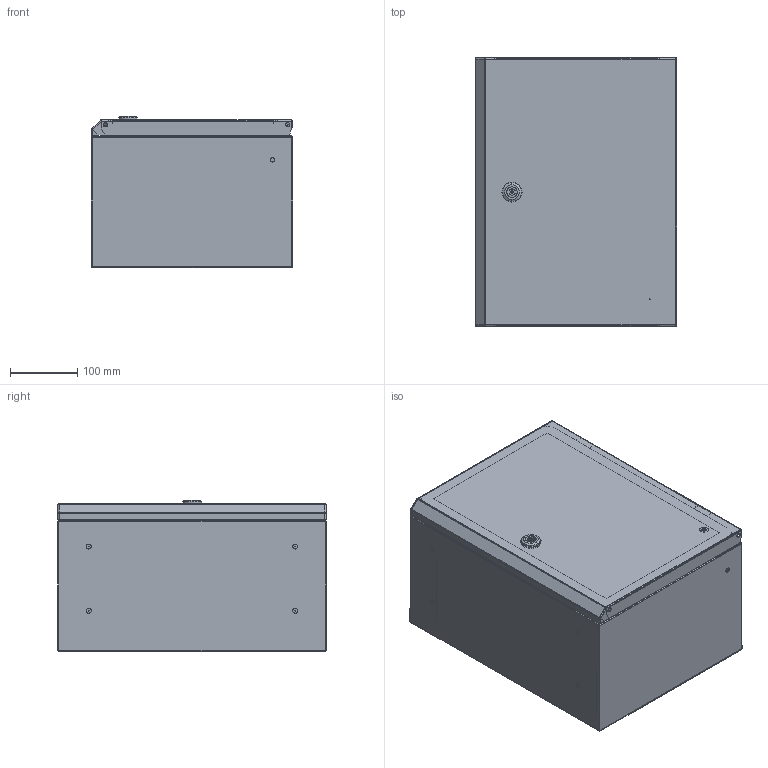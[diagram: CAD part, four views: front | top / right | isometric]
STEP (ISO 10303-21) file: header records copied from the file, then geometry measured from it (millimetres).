
FILE_DESCRIPTION (( 'STEP AP214' ), '1' );
FILE_NAME ('ﾌﾈ-2997 ﾙﾐﾍ KRATOS 40.30.22 IP66 PROXIMA EKF.STEP', '2024-08-09T11:49:12', ( '' ), ( '' ), 'SwSTEP 2.0', 'SolidWorks 2021', '' );
FILE_SCHEMA (( 'AUTOMOTIVE_DESIGN' ));
Length unit declared in the file: millimetre
Products named in the file (25): DIN-ðåéêà ïåðô. 1ìì L=248ìì_L=260; ﾄ粢 ﾌﾈ-454.02.00.001; ÌÈ-2018.01.00.001 Ñòåíêà âåðõíÿÿ; ÌÈ-2997.03.00.000 Êðîíøòåéí â ñáîðå; pan head cross recess screw_din_DIN EN ISO 7045 - M6 x 16 - Z - 16N; hex flange nut_din_Hexagon Flange Nut DIN 6923 - M6 - N; Çàìîê áîëüøîé; Ïåòëÿ íà äâåðü ï-îáðàçíàÿ; ﾌﾈ-2997 ﾙﾐﾍ KRATOS 40.30.22 IP66 PROXIMA EKF; Íàâåñêà íà êîðïóñ ïîä êëåïêó; ÓÊ íà äâåðü ÌÈ-454; ÌÈ-2997.02.00.001 Íàïðàâëÿþùàÿ âåðòèêàëüíàÿ; ÌÈ-2997.01.00.001 Ñòåíêà çàäíÿÿ; rivet 02_din_DIN 660-5x8-St-A-2; Îñü ïåòëè 4õ52_‚¨­â A.M4x0,5x40 ƒŽ‘’ 11644-75; Øïèëüêà Ì6õ12; Äâåðü â ñáîðå ÌÈ-454.02.00.000 ÑÁ; ÌÈ-2997.03.00.000 Êðîíøòåéí â ñáîðå_Œˆ-2997.03.002.000-01; Çàêëåïêà ãàå÷íàÿ Ì6; ÌÈ-2018.01.00.001 Ñòåíêà âåðõíÿÿ_¡¥§ ä« ­æ ; ÌÈ-2997.01.00.000 Êîðïóñ â ñáîðå; ÌÈ-2997.02.00.000 Íàïðàâëÿþùàÿ â ñáîðå; Ãàéêà êóçîâíàÿ Ì6; ﾌﾈ-2997.03.00.001 ﾊ煇鳫; ÌÈ-2997.00.00.001 Ôàëüøïàíåëü
Assembly tree (66 placements, depth 3):
  ﾌﾈ-2997 ﾙﾐﾍ KRATOS 40.30.22 IP66 PROXIMA EKF
    ÌÈ-2997.01.00.000 Êîðïóñ â ñáîðå
      ÌÈ-2997.01.00.001 Ñòåíêà çàäíÿÿ
      ÌÈ-2018.01.00.001 Ñòåíêà âåðõíÿÿ
      Øïèëüêà Ì6õ12  x8
      ÌÈ-2018.01.00.001 Ñòåíêà âåðõíÿÿ_¡¥§ ä« ­æ 
    Äâåðü â ñáîðå ÌÈ-454.02.00.000 ÑÁ
      ﾄ粢 ﾌﾈ-454.02.00.001
      Çàìîê áîëüøîé
      ÓÊ íà äâåðü ÌÈ-454
      Ïåòëÿ íà äâåðü ï-îáðàçíàÿ  x2
      Øïèëüêà Ì6õ12
    hex flange nut_din_Hexagon Flange Nut DIN 6923 - M6 - N  x9
    Íàâåñêà íà êîðïóñ ïîä êëåïêó  x2
    rivet 02_din_DIN 660-5x8-St-A-2  x4
    Îñü ïåòëè 4õ52_‚¨­â A.M4x0,5x40 ƒŽ‘’ 11644-75  x2
    ÌÈ-2997.03.00.000 Êðîíøòåéí â ñáîðå_Œˆ-2997.03.002.000-01  x2
      ﾌﾈ-2997.03.00.001 ﾊ煇鳫
      Ãàéêà êóçîâíàÿ Ì6
    ÌÈ-2997.03.00.000 Êðîíøòåéí â ñáîðå  x2
      ﾌﾈ-2997.03.00.001 ﾊ煇鳫
      Ãàéêà êóçîâíàÿ Ì6
    ÌÈ-2997.02.00.000 Íàïðàâëÿþùàÿ â ñáîðå  x2
      ÌÈ-2997.02.00.001 Íàïðàâëÿþùàÿ âåðòèêàëüíàÿ
      Çàêëåïêà ãàå÷íàÿ Ì6
    pan head cross recess screw_din_DIN EN ISO 7045 - M6 x 16 - Z - 16N  x12
    DIN-ðåéêà ïåðô. 1ìì L=248ìì_L=260  x2
    ÌÈ-2997.00.00.001 Ôàëüøïàíåëü
Bounding box: 300 x 400.1 x 225.54 mm (x, y, z)
Volume: 976923.6 mm3; surface area: 1674909.8 mm2
Topology: 67 solids, 72 shells, 2328 faces, 5621 edges, 3447 vertices
Faces by surface type: plane 1259, cylinder 620, cone 232, torus 110, bspline 83, sphere 24
Entity records: 30257 total; most frequent: CARTESIAN_POINT 6855, DIRECTION 4424, ORIENTED_EDGE 4238, EDGE_CURVE 2119, AXIS2_PLACEMENT_3D 1525, LINE 1374, VECTOR 1374, VERTEX_POINT 1296
